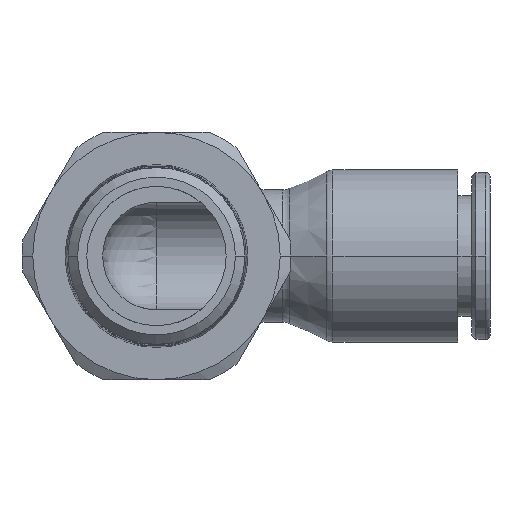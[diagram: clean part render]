
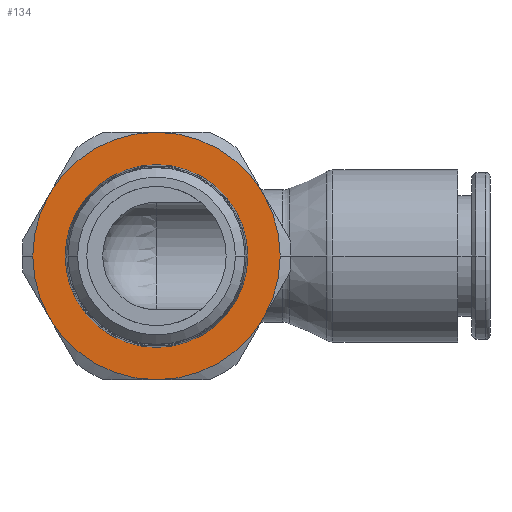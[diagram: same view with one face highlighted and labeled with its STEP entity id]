
A CAD part, front view. The second image highlights one B-rep face of the part: STEP entity #134.
In plain terms, the highlighted planar face has unit normal (0, -1, 0).
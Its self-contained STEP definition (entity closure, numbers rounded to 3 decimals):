
#134=ADVANCED_FACE('',(#360,#361),#362,.F.);
#360=FACE_BOUND('',#627,.T.);
#361=FACE_OUTER_BOUND('',#628,.T.);
#362=PLANE('',#629);
#627=EDGE_LOOP('',(#1413,#1414));
#628=EDGE_LOOP('',(#1415,#1416,#1417,#1418,#1419,#1420,#1421,#1422));
#629=AXIS2_PLACEMENT_3D('',#1423,#1424,#1425);
#1413=ORIENTED_EDGE('',*,*,#1953,.T.);
#1414=ORIENTED_EDGE('',*,*,#1802,.T.);
#1415=ORIENTED_EDGE('',*,*,#1788,.F.);
#1416=ORIENTED_EDGE('',*,*,#1968,.F.);
#1417=ORIENTED_EDGE('',*,*,#1969,.F.);
#1418=ORIENTED_EDGE('',*,*,#1784,.F.);
#1419=ORIENTED_EDGE('',*,*,#1970,.F.);
#1420=ORIENTED_EDGE('',*,*,#1971,.F.);
#1421=ORIENTED_EDGE('',*,*,#1972,.F.);
#1422=ORIENTED_EDGE('',*,*,#1973,.F.);
#1423=CARTESIAN_POINT('',(0.,0.01,0.));
#1424=DIRECTION('',(0.0,1.0,0.0));
#1425=DIRECTION('',(0.0,0.0,1.0));
#1784=EDGE_CURVE('',#2154,#2156,#2157,.T.);
#1788=EDGE_CURVE('',#2161,#2159,#2163,.T.);
#1802=EDGE_CURVE('',#2185,#2187,#2189,.T.);
#1953=EDGE_CURVE('',#2187,#2185,#2434,.T.);
#1968=EDGE_CURVE('',#2455,#2161,#2456,.T.);
#1969=EDGE_CURVE('',#2156,#2455,#2457,.T.);
#1970=EDGE_CURVE('',#2458,#2154,#2459,.T.);
#1971=EDGE_CURVE('',#2460,#2458,#2461,.T.);
#1972=EDGE_CURVE('',#2462,#2460,#2463,.T.);
#1973=EDGE_CURVE('',#2159,#2462,#2464,.T.);
#2154=VERTEX_POINT('',#2752);
#2156=VERTEX_POINT('',#2755);
#2157=CIRCLE('',#2756,11.5);
#2159=VERTEX_POINT('',#2769);
#2161=VERTEX_POINT('',#2772);
#2163=CIRCLE('',#2785,11.5);
#2185=VERTEX_POINT('',#2813);
#2187=VERTEX_POINT('',#2816);
#2189=CIRCLE('',#2819,8.494);
#2434=CIRCLE('',#3322,8.494);
#2455=VERTEX_POINT('',#3343);
#2456=CIRCLE('',#3344,11.5);
#2457=CIRCLE('',#3345,11.5);
#2458=VERTEX_POINT('',#3346);
#2459=CIRCLE('',#3347,11.5);
#2460=VERTEX_POINT('',#3348);
#2461=CIRCLE('',#3349,11.5);
#2462=VERTEX_POINT('',#3350);
#2463=CIRCLE('',#3351,11.5);
#2464=CIRCLE('',#3352,11.5);
#2752=CARTESIAN_POINT('',(11.5,0.01,0.));
#2755=CARTESIAN_POINT('',(9.959,0.01,-5.75));
#2756=AXIS2_PLACEMENT_3D('',#3824,#3825,#3826);
#2769=CARTESIAN_POINT('',(-11.5,0.01,0.));
#2772=CARTESIAN_POINT('',(-9.959,0.01,-5.75));
#2785=AXIS2_PLACEMENT_3D('',#3828,#3829,#3830);
#2813=CARTESIAN_POINT('',(8.494,0.01,0.));
#2816=CARTESIAN_POINT('',(-8.494,0.01,0.));
#2819=AXIS2_PLACEMENT_3D('',#3854,#3855,#3856);
#3322=AXIS2_PLACEMENT_3D('',#4178,#4179,#4180);
#3343=CARTESIAN_POINT('',(0.0,0.01,-11.5));
#3344=AXIS2_PLACEMENT_3D('',#4223,#4224,#4225);
#3345=AXIS2_PLACEMENT_3D('',#4226,#4227,#4228);
#3346=CARTESIAN_POINT('',(9.959,0.01,5.75));
#3347=AXIS2_PLACEMENT_3D('',#4229,#4230,#4231);
#3348=CARTESIAN_POINT('',(0.,0.01,11.5));
#3349=AXIS2_PLACEMENT_3D('',#4232,#4233,#4234);
#3350=CARTESIAN_POINT('',(-9.959,0.01,5.75));
#3351=AXIS2_PLACEMENT_3D('',#4235,#4236,#4237);
#3352=AXIS2_PLACEMENT_3D('',#4238,#4239,#4240);
#3824=CARTESIAN_POINT('',(0.0,0.01,0.0));
#3825=DIRECTION('',(-0.0,1.0,0.0));
#3826=DIRECTION('',(1.0,0.0,0.0));
#3828=CARTESIAN_POINT('',(0.0,0.01,0.0));
#3829=DIRECTION('',(-0.0,1.0,0.0));
#3830=DIRECTION('',(1.0,0.0,0.0));
#3854=CARTESIAN_POINT('',(0.0,0.01,0.0));
#3855=DIRECTION('',(-0.0,1.0,0.0));
#3856=DIRECTION('',(1.0,0.0,0.0));
#4178=CARTESIAN_POINT('',(0.0,0.01,0.0));
#4179=DIRECTION('',(-0.0,1.0,0.0));
#4180=DIRECTION('',(1.0,0.0,0.0));
#4223=CARTESIAN_POINT('',(0.0,0.01,0.0));
#4224=DIRECTION('',(-0.0,1.0,0.0));
#4225=DIRECTION('',(1.0,0.0,0.0));
#4226=CARTESIAN_POINT('',(0.0,0.01,0.0));
#4227=DIRECTION('',(-0.0,1.0,0.0));
#4228=DIRECTION('',(1.0,0.0,0.0));
#4229=CARTESIAN_POINT('',(0.0,0.01,0.0));
#4230=DIRECTION('',(-0.0,1.0,0.0));
#4231=DIRECTION('',(1.0,0.0,0.0));
#4232=CARTESIAN_POINT('',(0.0,0.01,0.0));
#4233=DIRECTION('',(-0.0,1.0,0.0));
#4234=DIRECTION('',(1.0,0.0,0.0));
#4235=CARTESIAN_POINT('',(0.0,0.01,0.0));
#4236=DIRECTION('',(-0.0,1.0,0.0));
#4237=DIRECTION('',(1.0,0.0,0.0));
#4238=CARTESIAN_POINT('',(0.0,0.01,0.0));
#4239=DIRECTION('',(-0.0,1.0,0.0));
#4240=DIRECTION('',(1.0,0.0,0.0));
